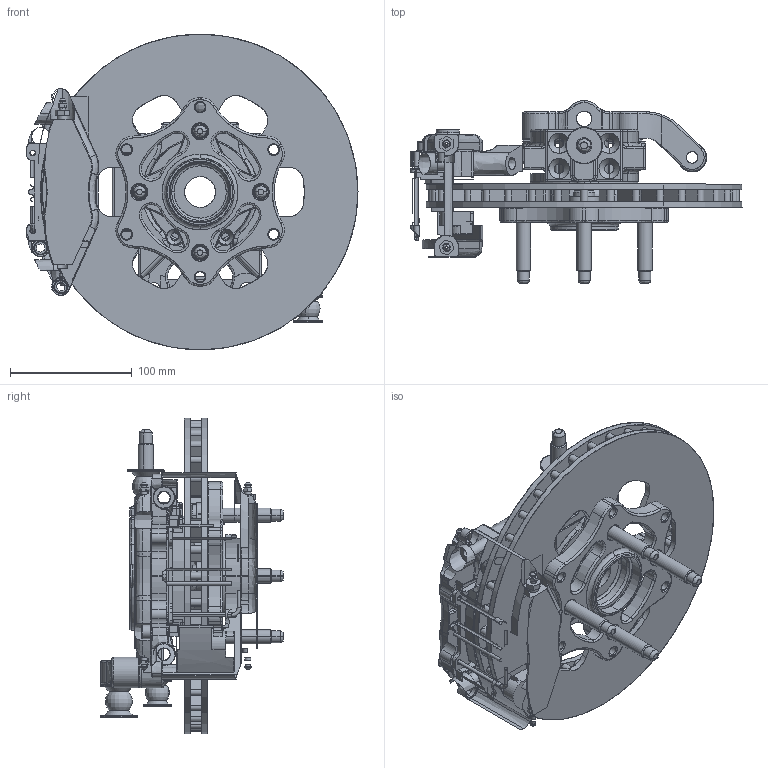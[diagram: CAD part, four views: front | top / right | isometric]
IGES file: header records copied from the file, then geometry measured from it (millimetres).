
Start section: SolidWorks IGES file using analytic representation for surfaces
Global section: file name: LT Upright Assembly.IGS; native system: SolidWorks 2010; preprocessor: SolidWorks 2010; author: dp; date: 100428.144027; units: inch
Bounding box: 273.18 x 150.44 x 259.85 mm (x, y, z)
Surface area: 352935.4 mm2 (no closed solid volume)
Topology: 0 solids, 0 shells, 1415 faces, 19612 edges, 19547 vertices
Faces by surface type: revolution 801, bspline 614
